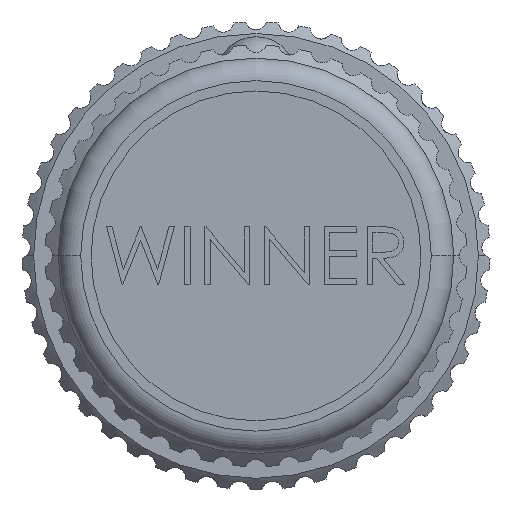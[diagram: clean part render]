
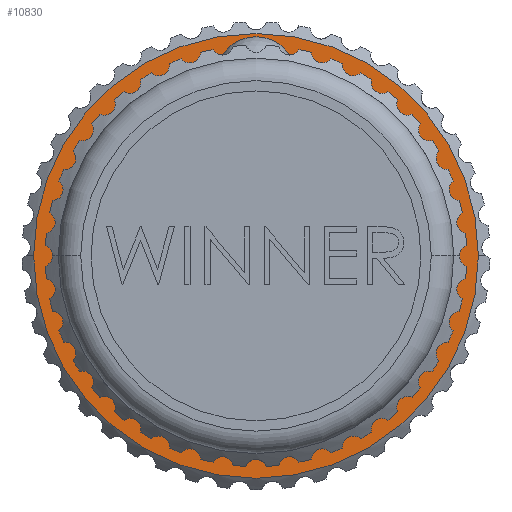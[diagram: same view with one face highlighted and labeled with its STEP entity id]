
A CAD part, left-side view. The second image highlights one B-rep face of the part: STEP entity #10830.
In plain terms, the highlighted planar face has unit normal (-1, 0, 0).
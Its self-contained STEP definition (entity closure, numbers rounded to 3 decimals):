
#41 = CARTESIAN_POINT ( 'NONE',  ( -7.9, -15.3, 0. ) ) ;
#120 = ORIENTED_EDGE ( 'NONE', *, *, #23405, .T. ) ;
#654 = EDGE_LOOP ( 'NONE', ( #120, #14469 ) ) ;
#894 = CARTESIAN_POINT ( 'NONE',  ( -7.9, 0., 0. ) ) ;
#1142 = ORIENTED_EDGE ( 'NONE', *, *, #16622, .T. ) ;
#1238 = CARTESIAN_POINT ( 'NONE',  ( -7.9, 2.383, 3.981 ) ) ;
#1402 = DIRECTION ( 'NONE',  ( -1., 0., 0. ) ) ;
#1431 = CIRCLE ( 'NONE', #13351, 15.3 ) ;
#1525 = CARTESIAN_POINT ( 'NONE',  ( -7.9, 0.457, 4.491 ) ) ;
#1690 = CARTESIAN_POINT ( 'NONE',  ( -7.9, -4.141, 0.577 ) ) ;
#1721 = CARTESIAN_POINT ( 'NONE',  ( -7.9, -2.897, 3.122 ) ) ;
#1791 = CARTESIAN_POINT ( 'NONE',  ( -7.9, -4.173, -0.137 ) ) ;
#2039 = CARTESIAN_POINT ( 'NONE',  ( -7.9, 15.3, 0. ) ) ;
#2331 = CARTESIAN_POINT ( 'NONE',  ( -7.9, 1.61, -4.179 ) ) ;
#2612 = AXIS2_PLACEMENT_3D ( 'NONE', #894, #12098, #27339 ) ;
#2858 = CIRCLE ( 'NONE', #14311, 4.7 ) ;
#3152 = CARTESIAN_POINT ( 'NONE',  ( -7.9, -2.897, 3.122 ) ) ;
#3437 = CARTESIAN_POINT ( 'NONE',  ( -7.9, 2.124, 4.107 ) ) ;
#3766 = CARTESIAN_POINT ( 'NONE',  ( -7.9, -3.997, -1.202 ) ) ;
#3860 = CARTESIAN_POINT ( 'NONE',  ( -7.9, -2.053, -3.705 ) ) ;
#4230 = CARTESIAN_POINT ( 'NONE',  ( -7.9, 2.381, -3.852 ) ) ;
#4857 = ORIENTED_EDGE ( 'NONE', *, *, #11750, .F. ) ;
#5214 = VERTEX_POINT ( 'NONE', #12996 ) ;
#6172 = CARTESIAN_POINT ( 'NONE',  ( -7.9, 3.319, 3.328 ) ) ;
#6530 = CARTESIAN_POINT ( 'NONE',  ( -7.9, -0.336, -4.332 ) ) ;
#6710 = CARTESIAN_POINT ( 'NONE',  ( -7.9, 0.507, -4.375 ) ) ;
#7645 = CARTESIAN_POINT ( 'NONE',  ( -7.9, 3.102, 3.519 ) ) ;
#7833 = CARTESIAN_POINT ( 'NONE',  ( -7.9, 1.583, 4.307 ) ) ;
#8209 = CARTESIAN_POINT ( 'NONE',  ( -7.9, -2.007, 3.851 ) ) ;
#8277 = CARTESIAN_POINT ( 'NONE',  ( -7.9, -2.902, -3.04 ) ) ;
#8464 = CARTESIAN_POINT ( 'NONE',  ( -7.9, -3.861, 1.624 ) ) ;
#8483 = DIRECTION ( 'NONE',  ( -1., 0., 0. ) ) ;
#8648 = CARTESIAN_POINT ( 'NONE',  ( -7.9, 3.706, -2.824 ) ) ;
#8706 = CARTESIAN_POINT ( 'NONE',  ( -7.9, 4.7, 0. ) ) ;
#8730 = CARTESIAN_POINT ( 'NONE',  ( -7.9, 4.312, -1.869 ) ) ;
#8871 = DIRECTION ( 'NONE',  ( 0., 1., 0. ) ) ;
#8966 = PLANE ( 'NONE',  #24300 ) ;
#9849 = CIRCLE ( 'NONE', #2612, 4.7 ) ;
#10034 = CARTESIAN_POINT ( 'NONE',  ( -7.9, 1.308, 4.379 ) ) ;
#10282 = CARTESIAN_POINT ( 'NONE',  ( -7.9, -1.74, -3.877 ) ) ;
#10392 = CARTESIAN_POINT ( 'NONE',  ( -7.9, -1.758, 3.99 ) ) ;
#10454 = CARTESIAN_POINT ( 'NONE',  ( -7.9, -3.364, 2.57 ) ) ;
#10566 = CARTESIAN_POINT ( 'NONE',  ( -7.9, -3.368, -2.489 ) ) ;
#10573 = ORIENTED_EDGE ( 'NONE', *, *, #14826, .F. ) ;
#10659 = CARTESIAN_POINT ( 'NONE',  ( -7.9, 0., 0. ) ) ;
#10671 = CARTESIAN_POINT ( 'NONE',  ( -7.9, -3.635, 2.11 ) ) ;
#10830 = ADVANCED_FACE ( 'NONE', ( #18595, #25422 ), #8966, .T. ) ;
#10985 = AXIS2_PLACEMENT_3D ( 'NONE', #10659, #21228, #25723 ) ;
#11034 = CARTESIAN_POINT ( 'NONE',  ( -7.9, -0.055, -4.364 ) ) ;
#11122 = CARTESIAN_POINT ( 'NONE',  ( -7.9, 2.859, -3.556 ) ) ;
#11750 = EDGE_CURVE ( 'NONE', #25274, #26291, #2858, .T. ) ;
#11987 = B_SPLINE_CURVE_WITH_KNOTS ( 'NONE', 3,
 ( #12066, #7645, #25111, #1238, #3437, #7833, #10034, #18985, #1525, #27578, #18903, #14913, #12627, #10392, #8209, #25673, #14837, #1721 ),
 .UNSPECIFIED., .F., .F.,
 ( 4, 2, 2, 2, 2, 2, 2, 2, 4 ),
 ( 0., 0.001, 0.002, 0.003, 0.003, 0.004, 0.005, 0.006, 0.007 ),
 .UNSPECIFIED. ) ;
#12066 = CARTESIAN_POINT ( 'NONE',  ( -7.9, 3.319, 3.328 ) ) ;
#12098 = DIRECTION ( 'NONE',  ( -1., 0., 0. ) ) ;
#12205 = DIRECTION ( 'NONE',  ( 0., -1., 0. ) ) ;
#12627 = CARTESIAN_POINT ( 'NONE',  ( -7.9, -1.235, 4.22 ) ) ;
#12996 = CARTESIAN_POINT ( 'NONE',  ( -7.9, -1.408, -4.019 ) ) ;
#13063 = CARTESIAN_POINT ( 'NONE',  ( -7.9, -0.882, -4.215 ) ) ;
#13341 = CARTESIAN_POINT ( 'NONE',  ( -7.9, -1.148, -4.13 ) ) ;
#13351 = AXIS2_PLACEMENT_3D ( 'NONE', #23136, #1402, #12205 ) ;
#13472 = ORIENTED_EDGE ( 'NONE', *, *, #15496, .T. ) ;
#13890 = CARTESIAN_POINT ( 'NONE',  ( -7.9, 4.312, -1.869 ) ) ;
#14311 = AXIS2_PLACEMENT_3D ( 'NONE', #26134, #8483, #25835 ) ;
#14469 = ORIENTED_EDGE ( 'NONE', *, *, #26716, .T. ) ;
#14826 = EDGE_CURVE ( 'NONE', #26291, #26629, #9849, .T. ) ;
#14837 = CARTESIAN_POINT ( 'NONE',  ( -7.9, -2.699, 3.332 ) ) ;
#14913 = CARTESIAN_POINT ( 'NONE',  ( -7.9, -0.958, 4.312 ) ) ;
#14983 = CARTESIAN_POINT ( 'NONE',  ( -7.9, -1.408, -4.019 ) ) ;
#15143 = B_SPLINE_CURVE_WITH_KNOTS ( 'NONE', 3,
 ( #24068, #13341, #13063, #6530, #11034, #6710, #26297, #15447, #2331, #21679, #4230, #11122, #23877, #8648, #19519, #8730 ),
 .UNSPECIFIED., .F., .F.,
 ( 4, 2, 2, 2, 2, 2, 2, 4 ),
 ( 0., 0.001, 0.002, 0.003, 0.003, 0.004, 0.005, 0.007 ),
 .UNSPECIFIED. ) ;
#15447 = CARTESIAN_POINT ( 'NONE',  ( -7.9, 1.336, -4.255 ) ) ;
#15496 = EDGE_CURVE ( 'NONE', #25274, #24988, #11987, .T. ) ;
#16270 = ORIENTED_EDGE ( 'NONE', *, *, #18770, .T. ) ;
#16622 = EDGE_CURVE ( 'NONE', #24988, #5214, #20560, .T. ) ;
#17137 = CARTESIAN_POINT ( 'NONE',  ( -7.9, -3.878, -1.546 ) ) ;
#17802 = EDGE_LOOP ( 'NONE', ( #4857, #13472, #1142, #16270, #10573 ) ) ;
#18350 = VERTEX_POINT ( 'NONE', #41 ) ;
#18595 = FACE_OUTER_BOUND ( 'NONE', #654, .T. ) ;
#18770 = EDGE_CURVE ( 'NONE', #5214, #26629, #15143, .T. ) ;
#18903 = CARTESIAN_POINT ( 'NONE',  ( -7.9, -0.401, 4.438 ) ) ;
#18985 = CARTESIAN_POINT ( 'NONE',  ( -7.9, 0.746, 4.472 ) ) ;
#19156 = CARTESIAN_POINT ( 'NONE',  ( -7.9, -3.144, 2.858 ) ) ;
#19519 = CARTESIAN_POINT ( 'NONE',  ( -7.9, 4.055, -2.372 ) ) ;
#20560 = B_SPLINE_CURVE_WITH_KNOTS ( 'NONE', 3,
 ( #23611, #19156, #10454, #10671, #25737, #8464, #21415, #25642, #1690, #1791, #27740, #3766, #17137, #23333, #10566, #8277, #28017, #3860, #10282, #14983 ),
 .UNSPECIFIED., .F., .F.,
 ( 4, 2, 2, 2, 2, 2, 2, 2, 2, 4 ),
 ( 0., 0.001, 0.002, 0.002, 0.003, 0.004, 0.005, 0.006, 0.008, 0.009 ),
 .UNSPECIFIED. ) ;
#21228 = DIRECTION ( 'NONE',  ( -1., 0., 0. ) ) ;
#21370 = VERTEX_POINT ( 'NONE', #2039 ) ;
#21415 = CARTESIAN_POINT ( 'NONE',  ( -7.9, -3.924, 1.454 ) ) ;
#21679 = CARTESIAN_POINT ( 'NONE',  ( -7.9, 2.132, -3.977 ) ) ;
#22009 = CARTESIAN_POINT ( 'NONE',  ( -7.9, 5.05, 0. ) ) ;
#23136 = CARTESIAN_POINT ( 'NONE',  ( -7.9, 0., 0. ) ) ;
#23333 = CARTESIAN_POINT ( 'NONE',  ( -7.9, -3.564, -2.188 ) ) ;
#23405 = EDGE_CURVE ( 'NONE', #21370, #18350, #1431, .T. ) ;
#23611 = CARTESIAN_POINT ( 'NONE',  ( -7.9, -2.897, 3.122 ) ) ;
#23877 = CARTESIAN_POINT ( 'NONE',  ( -7.9, 3.085, -3.386 ) ) ;
#24068 = CARTESIAN_POINT ( 'NONE',  ( -7.9, -1.408, -4.019 ) ) ;
#24300 = AXIS2_PLACEMENT_3D ( 'NONE', #22009, #26343, #8871 ) ;
#24988 = VERTEX_POINT ( 'NONE', #3152 ) ;
#25111 = CARTESIAN_POINT ( 'NONE',  ( -7.9, 2.871, 3.687 ) ) ;
#25274 = VERTEX_POINT ( 'NONE', #6172 ) ;
#25422 = FACE_BOUND ( 'NONE', #17802, .T. ) ;
#25642 = CARTESIAN_POINT ( 'NONE',  ( -7.9, -4.08, 0.936 ) ) ;
#25673 = CARTESIAN_POINT ( 'NONE',  ( -7.9, -2.478, 3.522 ) ) ;
#25723 = DIRECTION ( 'NONE',  ( 0., -1., 0. ) ) ;
#25737 = CARTESIAN_POINT ( 'NONE',  ( -7.9, -3.717, 1.951 ) ) ;
#25835 = DIRECTION ( 'NONE',  ( 0., 0., 1. ) ) ;
#26134 = CARTESIAN_POINT ( 'NONE',  ( -7.9, 0., 0. ) ) ;
#26291 = VERTEX_POINT ( 'NONE', #8706 ) ;
#26297 = CARTESIAN_POINT ( 'NONE',  ( -7.9, 0.785, -4.353 ) ) ;
#26343 = DIRECTION ( 'NONE',  ( -1., 0., 0. ) ) ;
#26629 = VERTEX_POINT ( 'NONE', #13890 ) ;
#26649 = CIRCLE ( 'NONE', #10985, 15.3 ) ;
#26716 = EDGE_CURVE ( 'NONE', #18350, #21370, #26649, .T. ) ;
#27339 = DIRECTION ( 'NONE',  ( 0., 0., 1. ) ) ;
#27578 = CARTESIAN_POINT ( 'NONE',  ( -7.9, -0.118, 4.474 ) ) ;
#27740 = CARTESIAN_POINT ( 'NONE',  ( -7.9, -4.145, -0.495 ) ) ;
#28017 = CARTESIAN_POINT ( 'NONE',  ( -7.9, -2.634, -3.287 ) ) ;
